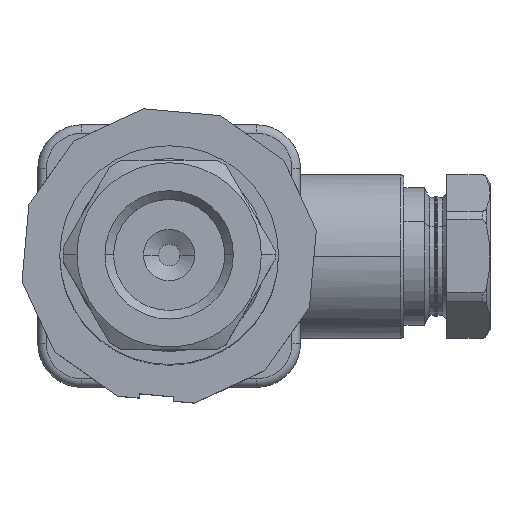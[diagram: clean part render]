
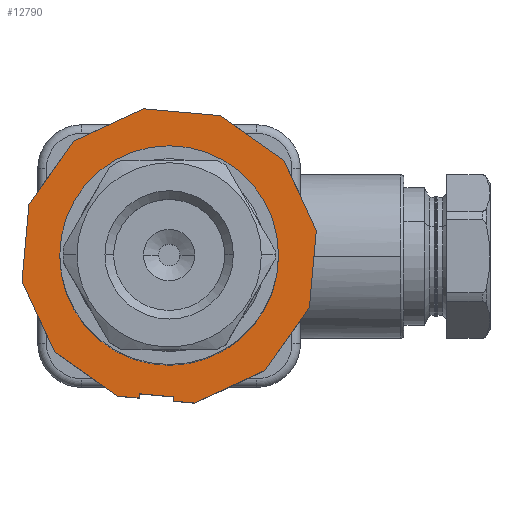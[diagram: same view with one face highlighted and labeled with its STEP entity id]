
A CAD part, top view. The second image highlights one B-rep face of the part: STEP entity #12790.
In plain terms, the highlighted planar face has unit normal (0, 0, 1).
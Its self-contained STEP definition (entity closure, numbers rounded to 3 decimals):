
#6360=CARTESIAN_POINT('',(43.,48.4,-77.7));
#6370=VERTEX_POINT('',#6360);
#6400=CARTESIAN_POINT('',(30.3,48.4,-77.7));
#6410=DIRECTION('',(-0.,0.,1.));
#6420=DIRECTION('',(1.,0.,0.));
#6430=AXIS2_PLACEMENT_3D('',#6400,#6410,#6420);
#6440=CIRCLE('',#6430,12.7);
#6450=CARTESIAN_POINT('',(17.6,48.4,-77.7));
#6460=VERTEX_POINT('',#6450);
#6470=EDGE_CURVE('',#6460,#6370,#6440,.T.);
#11170=CARTESIAN_POINT('',(27.334,65.485,-77.7));
#11180=VERTEX_POINT('',#11170);
#11210=CARTESIAN_POINT('',(19.189,61.713,-77.7));
#11220=DIRECTION('',(0.907,0.42,
0.));
#11230=VECTOR('',#11220,1.);
#11240=LINE('',#11210,#11230);
#11250=CARTESIAN_POINT('',(19.189,61.713,-77.7));
#11260=VERTEX_POINT('',#11250);
#11270=EDGE_CURVE('',#11260,#11180,#11240,.T.);
#11520=CARTESIAN_POINT('',(-18.551,-3.422,-77.7));
#11530=DIRECTION('',(0.,0.,1.));
#11540=DIRECTION('',(0.996,-0.09,
0.));
#11550=AXIS2_PLACEMENT_3D('',#11520,#11530,#11540);
#11560=PLANE('',#11550);
#11570=EDGE_CURVE('',#6370,#6460,#6440,.T.);
#11580=ORIENTED_EDGE('',*,*,#11570,.F.);
#11590=ORIENTED_EDGE('',*,*,#6470,.F.);
#11600=EDGE_LOOP('',(#11590,#11580));
#11610=FACE_BOUND('',#11600,.T.);
#11620=CARTESIAN_POINT('',(13.215,45.434,-77.7));
#11630=DIRECTION('',(0.09,0.996,
0.));
#11640=VECTOR('',#11630,1.);
#11650=LINE('',#11620,#11640);
#11660=CARTESIAN_POINT('',(13.215,45.434,-77.7));
#11670=VERTEX_POINT('',#11660);
#11680=CARTESIAN_POINT('',(14.021,54.374,-77.7));
#11690=VERTEX_POINT('',#11680);
#11700=EDGE_CURVE('',#11670,#11690,#11650,.T.);
#11710=ORIENTED_EDGE('',*,*,#11700,.F.);
#11720=CARTESIAN_POINT('',(14.021,54.374,-77.7));
#11730=DIRECTION('',(0.576,0.818,
0.));
#11740=VECTOR('',#11730,1.);
#11750=LINE('',#11720,#11740);
#11760=EDGE_CURVE('',#11690,#11260,#11750,.T.);
#11770=ORIENTED_EDGE('',*,*,#11760,.F.);
#11780=ORIENTED_EDGE('',*,*,#11270,.F.);
#11790=CARTESIAN_POINT('',(27.334,65.485,-77.7));
#11800=DIRECTION('',(0.996,-0.09,
0.));
#11810=VECTOR('',#11800,1.);
#11820=LINE('',#11790,#11810);
#11830=CARTESIAN_POINT('',(36.274,64.679,-77.7));
#11840=VERTEX_POINT('',#11830);
#11850=EDGE_CURVE('',#11180,#11840,#11820,.T.);
#11860=ORIENTED_EDGE('',*,*,#11850,.F.);
#11870=CARTESIAN_POINT('',(36.274,64.679,-77.7));
#11880=DIRECTION('',(0.818,-0.576,
0.));
#11890=VECTOR('',#11880,1.);
#11900=LINE('',#11870,#11890);
#11910=CARTESIAN_POINT('',(43.613,59.511,-77.7));
#11920=VERTEX_POINT('',#11910);
#11930=EDGE_CURVE('',#11840,#11920,#11900,.T.);
#11940=ORIENTED_EDGE('',*,*,#11930,.F.);
#11950=CARTESIAN_POINT('',(43.613,59.511,-77.7));
#11960=DIRECTION('',(0.42,-0.907,
0.));
#11970=VECTOR('',#11960,1.);
#11980=LINE('',#11950,#11970);
#11990=CARTESIAN_POINT('',(47.385,51.366,-77.7));
#12000=VERTEX_POINT('',#11990);
#12010=EDGE_CURVE('',#11920,#12000,#11980,.T.);
#12020=ORIENTED_EDGE('',*,*,#12010,.F.);
#12030=CARTESIAN_POINT('',(47.385,51.366,-77.7));
#12040=DIRECTION('',(-0.09,-0.996,
0.));
#12050=VECTOR('',#12040,1.);
#12060=LINE('',#12030,#12050);
#12070=CARTESIAN_POINT('',(46.579,42.426,-77.7));
#12080=VERTEX_POINT('',#12070);
#12090=EDGE_CURVE('',#12000,#12080,#12060,.T.);
#12100=ORIENTED_EDGE('',*,*,#12090,.F.);
#12110=CARTESIAN_POINT('',(46.579,42.426,-77.7));
#12120=DIRECTION('',(-0.576,-0.818,
0.));
#12130=VECTOR('',#12120,1.);
#12140=LINE('',#12110,#12130);
#12150=CARTESIAN_POINT('',(41.411,35.087,-77.7));
#12160=VERTEX_POINT('',#12150);
#12170=EDGE_CURVE('',#12080,#12160,#12140,.T.);
#12180=ORIENTED_EDGE('',*,*,#12170,.F.);
#12190=CARTESIAN_POINT('',(41.411,35.087,-77.7));
#12200=DIRECTION('',(-0.907,-0.42,
0.));
#12210=VECTOR('',#12200,1.);
#12220=LINE('',#12190,#12210);
#12230=CARTESIAN_POINT('',(33.266,31.315,-77.7));
#12240=VERTEX_POINT('',#12230);
#12250=EDGE_CURVE('',#12160,#12240,#12220,.T.);
#12260=ORIENTED_EDGE('',*,*,#12250,.F.);
#12270=CARTESIAN_POINT('',(33.266,31.315,-77.7));
#12280=DIRECTION('',(-0.996,0.09,
0.));
#12290=VECTOR('',#12280,1.);
#12300=LINE('',#12270,#12290);
#12310=CARTESIAN_POINT('',(30.788,31.538,-77.7));
#12320=VERTEX_POINT('',#12310);
#12330=EDGE_CURVE('',#12240,#12320,#12300,.T.);
#12340=ORIENTED_EDGE('',*,*,#12330,.F.);
#12350=CARTESIAN_POINT('',(27.263,-7.553,-77.7));
#12360=DIRECTION('',(-0.09,-0.996,
0.));
#12370=VECTOR('',#12360,1.);
#12380=LINE('',#12350,#12370);
#12390=CARTESIAN_POINT('',(30.833,32.036,-77.7));
#12400=VERTEX_POINT('',#12390);
#12410=EDGE_CURVE('',#12400,#12320,#12380,.T.);
#12420=ORIENTED_EDGE('',*,*,#12410,.T.);
#12430=CARTESIAN_POINT('',(-14.981,36.167,-77.7));
#12440=DIRECTION('',(0.996,-0.09,
0.));
#12450=VECTOR('',#12440,1.);
#12460=LINE('',#12430,#12450);
#12470=CARTESIAN_POINT('',(26.849,32.395,-77.7));
#12480=VERTEX_POINT('',#12470);
#12490=EDGE_CURVE('',#12480,#12400,#12460,.T.);
#12500=ORIENTED_EDGE('',*,*,#12490,.T.);
#12510=CARTESIAN_POINT('',(23.279,-7.194,-77.7));
#12520=DIRECTION('',(0.09,0.996,
0.));
#12530=VECTOR('',#12520,1.);
#12540=LINE('',#12510,#12530);
#12550=CARTESIAN_POINT('',(26.804,31.897,-77.7));
#12560=VERTEX_POINT('',#12550);
#12570=EDGE_CURVE('',#12560,#12480,#12540,.T.);
#12580=ORIENTED_EDGE('',*,*,#12570,.T.);
#12590=CARTESIAN_POINT('',(24.326,32.121,-77.7));
#12600=VERTEX_POINT('',#12590);
#12610=EDGE_CURVE('',#12560,#12600,#12300,.T.);
#12620=ORIENTED_EDGE('',*,*,#12610,.F.);
#12630=CARTESIAN_POINT('',(24.326,32.121,-77.7));
#12640=DIRECTION('',(-0.818,0.576,
0.));
#12650=VECTOR('',#12640,1.);
#12660=LINE('',#12630,#12650);
#12670=CARTESIAN_POINT('',(16.987,37.289,-77.7));
#12680=VERTEX_POINT('',#12670);
#12690=EDGE_CURVE('',#12600,#12680,#12660,.T.);
#12700=ORIENTED_EDGE('',*,*,#12690,.F.);
#12710=CARTESIAN_POINT('',(16.987,37.289,-77.7));
#12720=DIRECTION('',(-0.42,0.907,
0.));
#12730=VECTOR('',#12720,1.);
#12740=LINE('',#12710,#12730);
#12750=EDGE_CURVE('',#12680,#11670,#12740,.T.);
#12760=ORIENTED_EDGE('',*,*,#12750,.F.);
#12770=EDGE_LOOP('',(#12760,#12700,#12620,#12580,#12500,#12420,#12340,
#12260,#12180,#12100,#12020,#11940,#11860,#11780,#11770,#11710));
#12780=FACE_OUTER_BOUND('',#12770,.T.);
#12790=ADVANCED_FACE('',(#11610,#12780),#11560,.T.);
